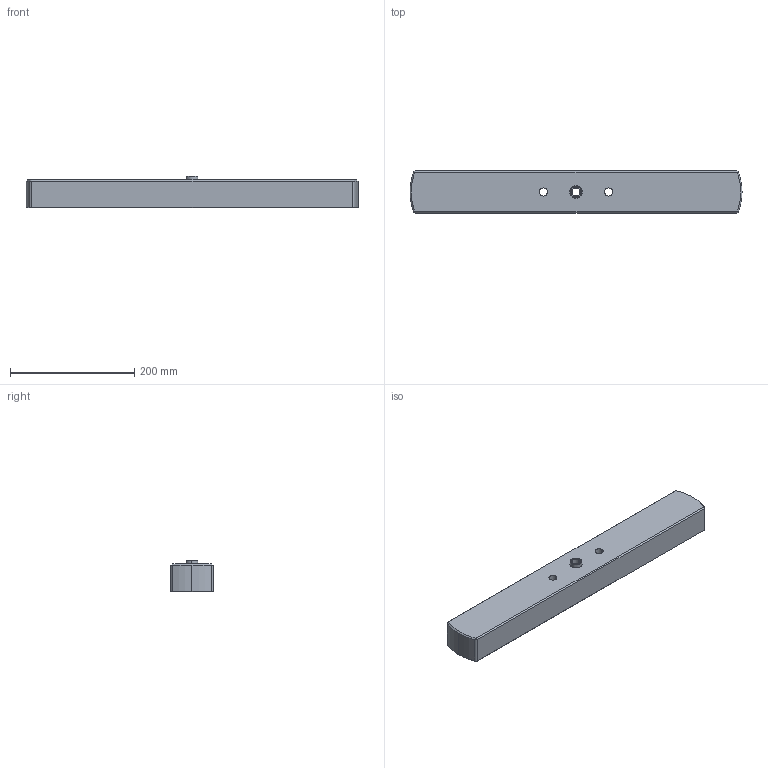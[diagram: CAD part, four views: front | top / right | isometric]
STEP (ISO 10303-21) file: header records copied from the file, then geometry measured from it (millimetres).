
FILE_DESCRIPTION(('no description'),'unknown implementation level');
FILE_NAME('C9119606-B984-490E-8453-F1F298F77F55_export.stp',' ',('CIMSOURCE GmbH'),('CADClick - KiM GmbH - www.kimweb.de'),'unknown preprocess','ACIS','unknown authorization');
FILE_SCHEMA(('automotive_design'));
Length unit declared in the file: millimetre
Products named in the file (1): NONE
Bounding box: 535 x 68 x 51 mm (x, y, z)
Volume: 1575386.1 mm3; surface area: 142946.5 mm2
Topology: 1 solids, 2 shells, 306 faces, 696 edges, 394 vertices
Faces by surface type: cylinder 162, cone 94, plane 46, torus 4
Entity records: 15729 total; most frequent: DIRECTION 1610, CARTESIAN_POINT 1334, STYLED_ITEM 1325, PRESENTATION_STYLE_ASSIGNMENT 1325, COLOUR_RGB 1325, ORIENTED_EDGE 1248, AXIS2_PLACEMENT_3D 670, EDGE_CURVE 624
